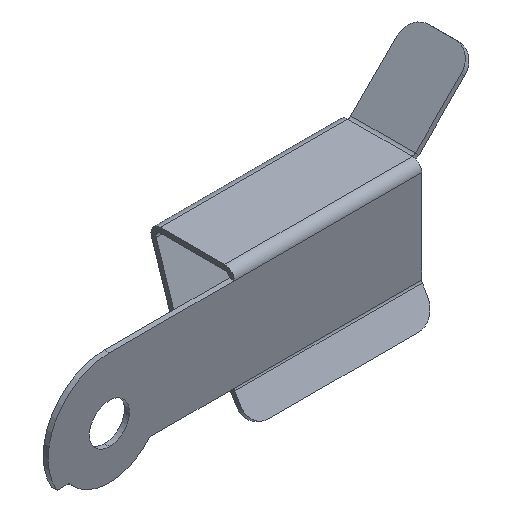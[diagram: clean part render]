
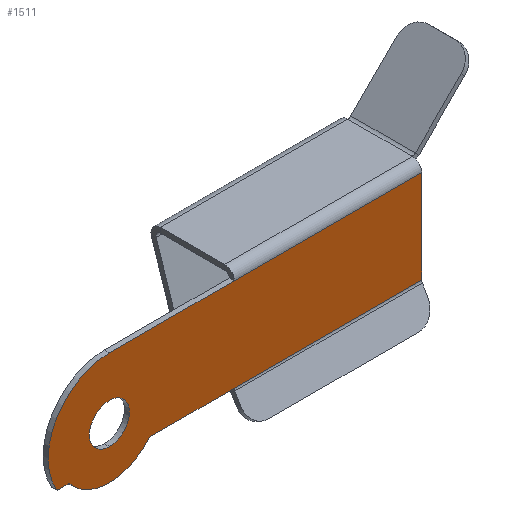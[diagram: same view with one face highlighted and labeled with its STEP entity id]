
A CAD part, isometric view. The second image highlights one B-rep face of the part: STEP entity #1511.
In plain terms, the highlighted planar face has unit normal (0, -1, 0).
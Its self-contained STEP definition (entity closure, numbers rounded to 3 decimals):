
#4 = CARTESIAN_POINT ( 'NONE',  ( -25., -0.4, -6.85 ) ) ;
#31 = CARTESIAN_POINT ( 'NONE',  ( -15., -0.4, -0.35 ) ) ;
#38 = CARTESIAN_POINT ( 'NONE',  ( -28.153, -0.4, -7.871 ) ) ;
#43 = DIRECTION ( 'NONE',  ( 0., 0., 1. ) ) ;
#54 = CARTESIAN_POINT ( 'NONE',  ( -15., -0.4, -0.35 ) ) ;
#69 = ORIENTED_EDGE ( 'NONE', *, *, #1235, .T. ) ;
#126 = ORIENTED_EDGE ( 'NONE', *, *, #626, .T. ) ;
#132 = EDGE_CURVE ( 'NONE', #632, #354, #1158, .T. ) ;
#134 = CARTESIAN_POINT ( 'NONE',  ( -29.185, -0.4, -7.799 ) ) ;
#164 = VERTEX_POINT ( 'NONE', #4 ) ;
#184 = EDGE_CURVE ( 'NONE', #1478, #792, #705, .T. ) ;
#201 = DIRECTION ( 'NONE',  ( 0., -1., 0. ) ) ;
#236 = VECTOR ( 'NONE', #780, 1000. ) ;
#273 = LINE ( 'NONE', #134, #236 ) ;
#274 = LINE ( 'NONE', #1242, #1669 ) ;
#315 = CARTESIAN_POINT ( 'NONE',  ( -21.694, -0.4, -7.799 ) ) ;
#325 = FACE_OUTER_BOUND ( 'NONE', #1690, .T. ) ;
#343 = CARTESIAN_POINT ( 'NONE',  ( 0., -0.4, -7.799 ) ) ;
#354 = VERTEX_POINT ( 'NONE', #1439 ) ;
#368 = DIRECTION ( 'NONE',  ( 0., 0., 1. ) ) ;
#397 = DIRECTION ( 'NONE',  ( 0., 1., 0. ) ) ;
#407 = DIRECTION ( 'NONE',  ( 0., -1., 0. ) ) ;
#424 = VERTEX_POINT ( 'NONE', #1638 ) ;
#427 = VECTOR ( 'NONE', #1648, 1000. ) ;
#443 = DIRECTION ( 'NONE',  ( 0., -1., 0. ) ) ;
#459 = PLANE ( 'NONE',  #1681 ) ;
#470 = AXIS2_PLACEMENT_3D ( 'NONE', #813, #397, #1451 ) ;
#492 = VERTEX_POINT ( 'NONE', #1742 ) ;
#504 = CARTESIAN_POINT ( 'NONE',  ( -25., -0.4, -5.25 ) ) ;
#505 = VERTEX_POINT ( 'NONE', #1516 ) ;
#507 = CARTESIAN_POINT ( 'NONE',  ( -29.071, -0.4, -7.599 ) ) ;
#521 = CARTESIAN_POINT ( 'NONE',  ( -21.847, -0.4, -7.871 ) ) ;
#526 = CIRCLE ( 'NONE', #1183, 1.6 ) ;
#531 = DIRECTION ( 'NONE',  ( 0., 0., 1. ) ) ;
#564 = CARTESIAN_POINT ( 'NONE',  ( -25., -0.4, -0.35 ) ) ;
#569 = CARTESIAN_POINT ( 'NONE',  ( -25., -0.4, -5.25 ) ) ;
#599 = FACE_BOUND ( 'NONE', #1695, .T. ) ;
#613 = VERTEX_POINT ( 'NONE', #564 ) ;
#626 = EDGE_CURVE ( 'NONE', #505, #1010, #273, .T. ) ;
#632 = VERTEX_POINT ( 'NONE', #315 ) ;
#647 = CIRCLE ( 'NONE', #1413, 4.1 ) ;
#654 = ORIENTED_EDGE ( 'NONE', *, *, #1593, .T. ) ;
#658 = CARTESIAN_POINT ( 'NONE',  ( -21.789, -0.4, -7.799 ) ) ;
#661 = EDGE_CURVE ( 'NONE', #492, #164, #1267, .T. ) ;
#664 = CARTESIAN_POINT ( 'NONE',  ( 0., -0.4, -8. ) ) ;
#692 = CARTESIAN_POINT ( 'NONE',  ( -28.306, -0.4, -7.799 ) ) ;
#705 = LINE ( 'NONE', #664, #1019 ) ;
#747 = ORIENTED_EDGE ( 'NONE', *, *, #905, .F. ) ;
#756 = ORIENTED_EDGE ( 'NONE', *, *, #854, .T. ) ;
#771 = CARTESIAN_POINT ( 'NONE',  ( -25., -0.4, -5.25 ) ) ;
#780 = DIRECTION ( 'NONE',  ( 1., 0., 0. ) ) ;
#792 = VERTEX_POINT ( 'NONE', #898 ) ;
#794 = DIRECTION ( 'NONE',  ( 1., 0., 0. ) ) ;
#801 = EDGE_CURVE ( 'NONE', #424, #505, #1408, .T. ) ;
#813 = CARTESIAN_POINT ( 'NONE',  ( -21.694, -0.4, -7.999 ) ) ;
#816 = ORIENTED_EDGE ( 'NONE', *, *, #661, .F. ) ;
#847 = DIRECTION ( 'NONE',  ( 0., 1., 0. ) ) ;
#854 = EDGE_CURVE ( 'NONE', #901, #632, #1641, .T. ) ;
#880 = DIRECTION ( 'NONE',  ( 1., 0., 0. ) ) ;
#881 = ORIENTED_EDGE ( 'NONE', *, *, #132, .T. ) ;
#882 = ORIENTED_EDGE ( 'NONE', *, *, #1306, .F. ) ;
#884 = DIRECTION ( 'NONE',  ( 0., 0., 1. ) ) ;
#898 = CARTESIAN_POINT ( 'NONE',  ( 0., -0.4, -0.35 ) ) ;
#901 = VERTEX_POINT ( 'NONE', #521 ) ;
#905 = EDGE_CURVE ( 'NONE', #164, #492, #526, .T. ) ;
#1010 = VERTEX_POINT ( 'NONE', #692 ) ;
#1019 = VECTOR ( 'NONE', #1068, 1000. ) ;
#1051 = AXIS2_PLACEMENT_3D ( 'NONE', #1241, #847, #43 ) ;
#1068 = DIRECTION ( 'NONE',  ( 0., 0., 1. ) ) ;
#1093 = CIRCLE ( 'NONE', #1588, 4.9 ) ;
#1109 = VECTOR ( 'NONE', #794, 1000. ) ;
#1133 = DIRECTION ( 'NONE',  ( 1., 0., 0. ) ) ;
#1136 = DIRECTION ( 'NONE',  ( 0., 0., 1. ) ) ;
#1158 = LINE ( 'NONE', #658, #1109 ) ;
#1169 = CARTESIAN_POINT ( 'NONE',  ( -15., -0.4, -8. ) ) ;
#1174 = VERTEX_POINT ( 'NONE', #38 ) ;
#1182 = LINE ( 'NONE', #31, #427 ) ;
#1183 = AXIS2_PLACEMENT_3D ( 'NONE', #1628, #407, #368 ) ;
#1201 = VECTOR ( 'NONE', #1133, 1000. ) ;
#1213 = EDGE_CURVE ( 'NONE', #1010, #1174, #1405, .T. ) ;
#1227 = AXIS2_PLACEMENT_3D ( 'NONE', #771, #443, #1611 ) ;
#1235 = EDGE_CURVE ( 'NONE', #1174, #901, #647, .T. ) ;
#1241 = CARTESIAN_POINT ( 'NONE',  ( -28.306, -0.4, -7.999 ) ) ;
#1242 = CARTESIAN_POINT ( 'NONE',  ( -15., -0.4, -7.799 ) ) ;
#1251 = LINE ( 'NONE', #1537, #1201 ) ;
#1267 = CIRCLE ( 'NONE', #1227, 1.6 ) ;
#1306 = EDGE_CURVE ( 'NONE', #1523, #792, #1251, .T. ) ;
#1360 = ORIENTED_EDGE ( 'NONE', *, *, #1213, .T. ) ;
#1364 = ORIENTED_EDGE ( 'NONE', *, *, #801, .T. ) ;
#1405 = CIRCLE ( 'NONE', #1051, 0.2 ) ;
#1408 = CIRCLE ( 'NONE', #1736, 0.2 ) ;
#1413 = AXIS2_PLACEMENT_3D ( 'NONE', #504, #1706, #1453 ) ;
#1439 = CARTESIAN_POINT ( 'NONE',  ( -15., -0.4, -7.799 ) ) ;
#1445 = ORIENTED_EDGE ( 'NONE', *, *, #184, .T. ) ;
#1451 = DIRECTION ( 'NONE',  ( 0., 0., 1. ) ) ;
#1453 = DIRECTION ( 'NONE',  ( 0., 0., 1. ) ) ;
#1478 = VERTEX_POINT ( 'NONE', #343 ) ;
#1482 = EDGE_CURVE ( 'NONE', #354, #1478, #274, .T. ) ;
#1511 = ADVANCED_FACE ( 'NONE', ( #325, #599 ), #459, .F. ) ;
#1516 = CARTESIAN_POINT ( 'NONE',  ( -29.071, -0.4, -7.799 ) ) ;
#1523 = VERTEX_POINT ( 'NONE', #54 ) ;
#1537 = CARTESIAN_POINT ( 'NONE',  ( -15., -0.4, -0.35 ) ) ;
#1588 = AXIS2_PLACEMENT_3D ( 'NONE', #569, #201, #1136 ) ;
#1591 = ORIENTED_EDGE ( 'NONE', *, *, #1482, .T. ) ;
#1593 = EDGE_CURVE ( 'NONE', #1523, #613, #1182, .T. ) ;
#1611 = DIRECTION ( 'NONE',  ( 0., 0., 1. ) ) ;
#1613 = ORIENTED_EDGE ( 'NONE', *, *, #1640, .T. ) ;
#1628 = CARTESIAN_POINT ( 'NONE',  ( -25., -0.4, -5.25 ) ) ;
#1638 = CARTESIAN_POINT ( 'NONE',  ( -29.244, -0.4, -7.699 ) ) ;
#1640 = EDGE_CURVE ( 'NONE', #613, #424, #1093, .T. ) ;
#1641 = CIRCLE ( 'NONE', #470, 0.2 ) ;
#1648 = DIRECTION ( 'NONE',  ( -1., 0., 0. ) ) ;
#1669 = VECTOR ( 'NONE', #880, 1000. ) ;
#1677 = DIRECTION ( 'NONE',  ( 0., 1., 0. ) ) ;
#1681 = AXIS2_PLACEMENT_3D ( 'NONE', #1169, #1677, #884 ) ;
#1690 = EDGE_LOOP ( 'NONE', ( #1613, #1364, #126, #1360, #69, #756, #881, #1591, #1445, #882, #654 ) ) ;
#1695 = EDGE_LOOP ( 'NONE', ( #816, #747 ) ) ;
#1706 = DIRECTION ( 'NONE',  ( 0., -1., 0. ) ) ;
#1736 = AXIS2_PLACEMENT_3D ( 'NONE', #507, #1737, #531 ) ;
#1737 = DIRECTION ( 'NONE',  ( 0., -1., 0. ) ) ;
#1742 = CARTESIAN_POINT ( 'NONE',  ( -25., -0.4, -3.65 ) ) ;
